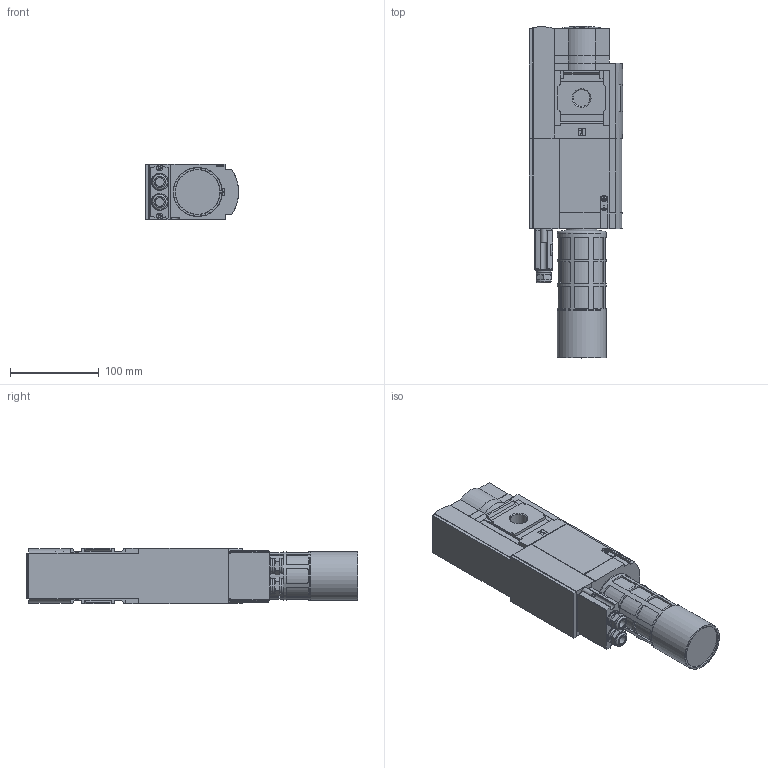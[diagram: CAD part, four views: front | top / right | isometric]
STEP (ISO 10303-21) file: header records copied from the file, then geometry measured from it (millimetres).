
FILE_DESCRIPTION(/* description */ ('STEP AP214'),/* implementation_level */ '2;1');
FILE_NAME(/* name */ '8190258_MS6-SV-1_2-E-10V24-SO-AG-MP1',/* time_stamp */ '2024-09-11T15:30:30+02:00',/* author */ ('License CC BY-ND 4.0'),/* organization */ ('CADENAS'),/* preprocessor_version */ 'ST-DEVELOPER v19.3',/* originating_system */ 'PARTsolutions',/* authorisation */ ' ');
FILE_SCHEMA (('AUTOMOTIVE_DESIGN {1 0 10303 214 3 1 1}'));
Length unit declared in the file: millimetre
Products named in the file (4): 8190258 MS6-SV-1/2-E-10V24-SO-AG-MP1; 548713 MS6-SV-1/2-E-10V24-SO-AG-MP10D; 552252 UOS-1; 548719 NECA-S1G9-P9-MP1
Assembly tree (3 placements, depth 2):
  8190258 MS6-SV-1/2-E-10V24-SO-AG-MP1
    548713 MS6-SV-1/2-E-10V24-SO-AG-MP10D
    552252 UOS-1
    548719 NECA-S1G9-P9-MP1
Bounding box: 104.8 x 373.08 x 62 mm (x, y, z)
Volume: 1642381.2 mm3; surface area: 142310.8 mm2
Topology: 3 solids, 3 shells, 870 faces, 2267 edges, 1496 vertices
Faces by surface type: plane 554, cylinder 263, cone 43, torus 6, sphere 4
Full cylindrical faces by diameter (mm): 1 x18, 2.459 x3, 3.2 x2, 5.5 x3, 6 x2, 10 x2, 16 x3, 16.9 x4, 18.631 x2, 19 x2, 27.5 x1, 29.6 x1, 30.291 x1, 34.6 x1, 35 x1, 50 x1, 55 x1, 55.1 x1
Entity records: 32558 total; most frequent: CARTESIAN_POINT 5660, ORIENTED_EDGE 4312, DIRECTION 4059, EDGE_CURVE 2156, VERTEX_POINT 1465, LINE 1399, VECTOR 1399, AXIS2_PLACEMENT_3D 1330
